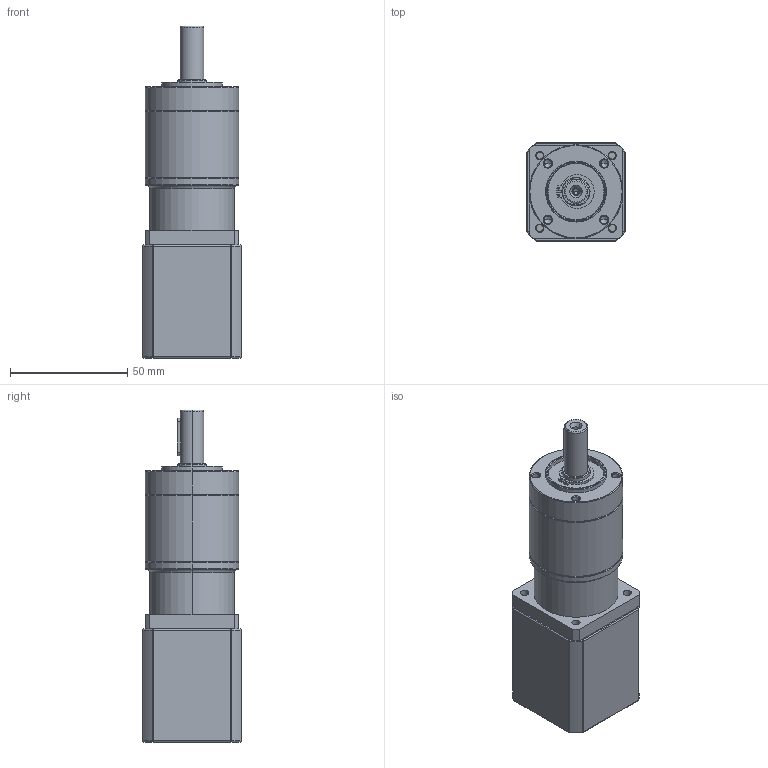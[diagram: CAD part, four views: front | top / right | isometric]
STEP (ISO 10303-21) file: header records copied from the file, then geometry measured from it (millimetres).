
FILE_DESCRIPTION (( 'STEP AP214' ), '1' );
FILE_NAME ('AM17HD6426-PG10.STEP', '2016-07-18T07:42:39', ( 'jrww' ), ( 'jrww' ), 'SwSTEP 2.0', 'SolidWorks 2011', '' );
FILE_SCHEMA (( 'AUTOMOTIVE_DESIGN' ));
Length unit declared in the file: millimetre
Products named in the file (1): AM17HD6426-PG10
Bounding box: 42.3 x 42.3 x 141.8 mm (x, y, z)
Volume: 163679.1 mm3; surface area: 28013.8 mm2
Topology: 2 solids, 2 shells, 220 faces, 483 edges, 274 vertices
Faces by surface type: cylinder 94, cone 57, plane 41, sphere 16, torus 12
Entity records: 6005 total; most frequent: DIRECTION 1160, CARTESIAN_POINT 1037, ORIENTED_EDGE 930, AXIS2_PLACEMENT_3D 483, EDGE_CURVE 465, VERTEX_POINT 274, CIRCLE 262, EDGE_LOOP 253
